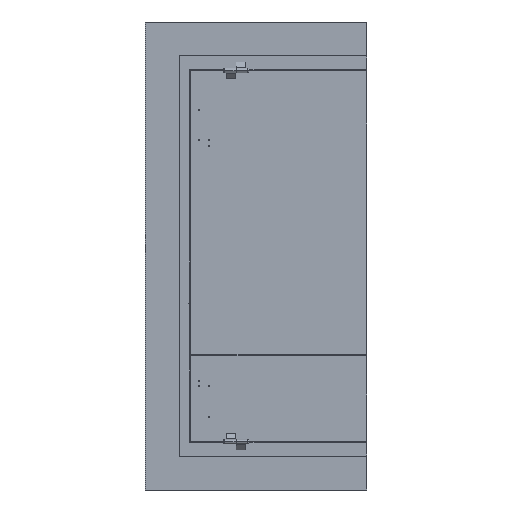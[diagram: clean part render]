
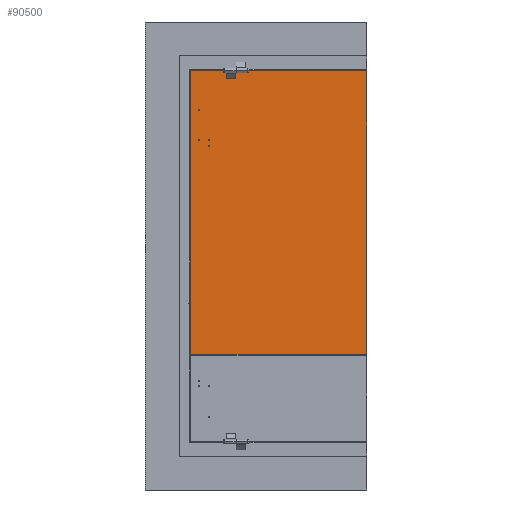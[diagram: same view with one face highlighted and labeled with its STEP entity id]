
A CAD part, left-side view. The second image highlights one B-rep face of the part: STEP entity #90500.
In plain terms, the highlighted planar face has unit normal (-1, 0, 0).
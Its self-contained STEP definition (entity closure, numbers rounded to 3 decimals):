
#87810=CARTESIAN_POINT('',(-57.,-47.75,-1128.75));
#87820=VERTEX_POINT('',#87810);
#87870=CARTESIAN_POINT('',(-57.,-47.75,-1151.6));
#87880=DIRECTION('',(0.,0.,1.));
#87890=VECTOR('',#87880,1.);
#87900=LINE('',#87870,#87890);
#87910=CARTESIAN_POINT('',(-57.,-47.75,-2385.25));
#87920=VERTEX_POINT('',#87910);
#87930=EDGE_CURVE('',#87920,#87820,#87900,.T.);
#88630=CARTESIAN_POINT('',(-57.,-826.65,-2385.25));
#88640=VERTEX_POINT('',#88630);
#88670=CARTESIAN_POINT('',(-57.,-826.65,-1151.6));
#88680=DIRECTION('',(0.,0.,-1.));
#88690=VECTOR('',#88680,1.);
#88700=LINE('',#88670,#88690);
#88710=CARTESIAN_POINT('',(-57.,-826.65,-1128.75));
#88720=VERTEX_POINT('',#88710);
#88730=EDGE_CURVE('',#88720,#88640,#88700,.T.);
#89690=CARTESIAN_POINT('',(-57.,3.35,-1231.25));
#89700=DIRECTION('',(-1.,0.,0.));
#89710=DIRECTION('',(0.,-1.,0.));
#89720=AXIS2_PLACEMENT_3D('',#89690,#89700,#89710);
#89730=PLANE('',#89720);
#89740=CARTESIAN_POINT('',(-57.,-193.9,-1128.75));
#89750=DIRECTION('',(0.,-1.,0.));
#89760=VECTOR('',#89750,1.);
#89770=LINE('',#89740,#89760);
#89780=EDGE_CURVE('',#87820,#88720,#89770,.T.);
#89790=ORIENTED_EDGE('',*,*,#89780,.F.);
#89800=ORIENTED_EDGE('',*,*,#88730,.F.);
#89810=CARTESIAN_POINT('',(-57.,-193.9,-2385.25));
#89820=DIRECTION('',(0.,1.,0.));
#89830=VECTOR('',#89820,1.);
#89840=LINE('',#89810,#89830);
#89850=EDGE_CURVE('',#88640,#87920,#89840,.T.);
#89860=ORIENTED_EDGE('',*,*,#89850,.F.);
#89870=ORIENTED_EDGE('',*,*,#87930,.F.);
#89880=EDGE_LOOP('',(#89870,#89860,#89800,#89790));
#89890=FACE_OUTER_BOUND('',#89880,.T.);
#89900=CARTESIAN_POINT('',(-57.,-128.513,-1461.25));
#89910=DIRECTION('',(1.,0.,0.));
#89920=DIRECTION('',(0.,0.,-1.));
#89930=AXIS2_PLACEMENT_3D('',#89900,#89910,#89920);
#89940=CIRCLE('',#89930,2.);
#89950=CARTESIAN_POINT('',(-57.,-128.513,-1463.25));
#89960=VERTEX_POINT('',#89950);
#89970=CARTESIAN_POINT('',(-57.,-128.513,-1459.25));
#89980=VERTEX_POINT('',#89970);
#89990=EDGE_CURVE('',#89960,#89980,#89940,.T.);
#90000=ORIENTED_EDGE('',*,*,#89990,.T.);
#90010=EDGE_CURVE('',#89980,#89960,#89940,.T.);
#90020=ORIENTED_EDGE('',*,*,#90010,.T.);
#90030=EDGE_LOOP('',(#90020,#90000));
#90040=FACE_BOUND('',#90030,.T.);
#90050=CARTESIAN_POINT('',(-57.,-84.513,-1301.25));
#90060=DIRECTION('',(1.,0.,0.));
#90070=DIRECTION('',(0.,0.,-1.));
#90080=AXIS2_PLACEMENT_3D('',#90050,#90060,#90070);
#90090=CIRCLE('',#90080,2.);
#90100=CARTESIAN_POINT('',(-57.,-84.513,-1303.25));
#90110=VERTEX_POINT('',#90100);
#90120=CARTESIAN_POINT('',(-57.,-84.513,-1299.25));
#90130=VERTEX_POINT('',#90120);
#90140=EDGE_CURVE('',#90110,#90130,#90090,.T.);
#90150=ORIENTED_EDGE('',*,*,#90140,.T.);
#90160=EDGE_CURVE('',#90130,#90110,#90090,.T.);
#90170=ORIENTED_EDGE('',*,*,#90160,.T.);
#90180=EDGE_LOOP('',(#90170,#90150));
#90190=FACE_BOUND('',#90180,.T.);
#90200=CARTESIAN_POINT('',(-57.,-128.513,-1436.25));
#90210=DIRECTION('',(1.,0.,0.));
#90220=DIRECTION('',(0.,0.,-1.));
#90230=AXIS2_PLACEMENT_3D('',#90200,#90210,#90220);
#90240=CIRCLE('',#90230,2.);
#90250=CARTESIAN_POINT('',(-57.,-128.513,-1438.25));
#90260=VERTEX_POINT('',#90250);
#90270=CARTESIAN_POINT('',(-57.,-128.513,-1434.25));
#90280=VERTEX_POINT('',#90270);
#90290=EDGE_CURVE('',#90260,#90280,#90240,.T.);
#90300=ORIENTED_EDGE('',*,*,#90290,.T.);
#90310=EDGE_CURVE('',#90280,#90260,#90240,.T.);
#90320=ORIENTED_EDGE('',*,*,#90310,.T.);
#90330=EDGE_LOOP('',(#90320,#90300));
#90340=FACE_BOUND('',#90330,.T.);
#90350=CARTESIAN_POINT('',(-57.,-84.513,-1436.25));
#90360=DIRECTION('',(1.,0.,0.));
#90370=DIRECTION('',(0.,0.,-1.));
#90380=AXIS2_PLACEMENT_3D('',#90350,#90360,#90370);
#90390=CIRCLE('',#90380,2.);
#90400=CARTESIAN_POINT('',(-57.,-84.513,-1438.25));
#90410=VERTEX_POINT('',#90400);
#90420=CARTESIAN_POINT('',(-57.,-84.513,-1434.25));
#90430=VERTEX_POINT('',#90420);
#90440=EDGE_CURVE('',#90410,#90430,#90390,.T.);
#90450=ORIENTED_EDGE('',*,*,#90440,.T.);
#90460=EDGE_CURVE('',#90430,#90410,#90390,.T.);
#90470=ORIENTED_EDGE('',*,*,#90460,.T.);
#90480=EDGE_LOOP('',(#90470,#90450));
#90490=FACE_BOUND('',#90480,.T.);
#90500=ADVANCED_FACE('',(#89890,#90040,#90190,#90340,#90490),#89730,.T.)
;
